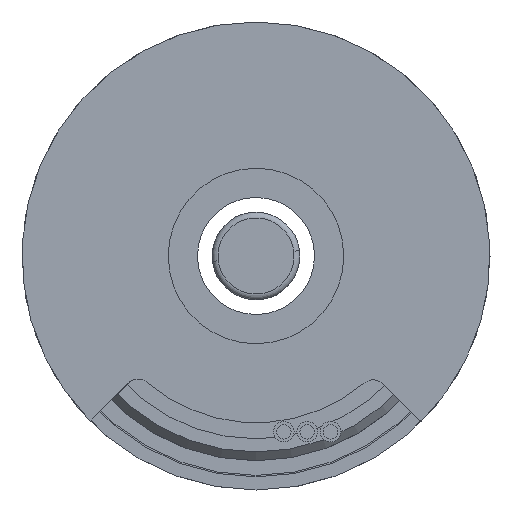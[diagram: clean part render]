
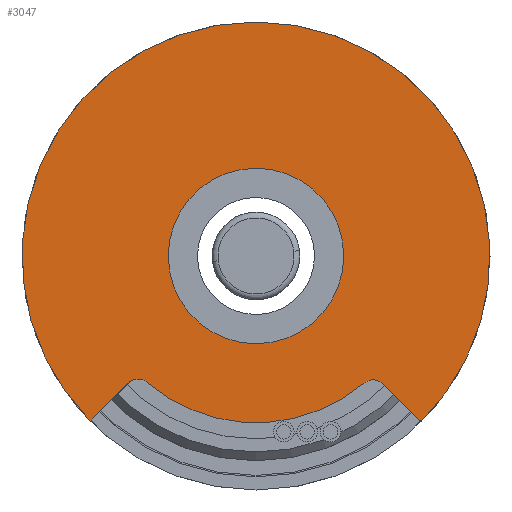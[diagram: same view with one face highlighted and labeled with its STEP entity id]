
A CAD part, front view. The second image highlights one B-rep face of the part: STEP entity #3047.
In plain terms, the highlighted planar face has unit normal (0, -1, 0).
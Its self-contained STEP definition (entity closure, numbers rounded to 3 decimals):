
#53 = EDGE_CURVE ( 'NONE', #4199, #3528, #700, .T. ) ;
#107 = CIRCLE ( 'NONE', #1265, 3. ) ;
#117 = CARTESIAN_POINT ( 'NONE',  ( 3.692, 0., 4.342 ) ) ;
#186 = VERTEX_POINT ( 'NONE', #2004 ) ;
#195 = VERTEX_POINT ( 'NONE', #1391 ) ;
#252 = DIRECTION ( 'NONE',  ( 0., -1., 0. ) ) ;
#262 = DIRECTION ( 'NONE',  ( 0., -1., 0. ) ) ;
#345 = AXIS2_PLACEMENT_3D ( 'NONE', #1219, #3557, #1562 ) ;
#353 = DIRECTION ( 'NONE',  ( 0., 1., 0. ) ) ;
#389 = CARTESIAN_POINT ( 'NONE',  ( -4.37, 0., 4.37 ) ) ;
#465 = VECTOR ( 'NONE', #2395, 1000. ) ;
#518 = FACE_BOUND ( 'NONE', #885, .T. ) ;
#556 = AXIS2_PLACEMENT_3D ( 'NONE', #2354, #353, #2681 ) ;
#566 = CIRCLE ( 'NONE', #345, 0.5 ) ;
#606 = CARTESIAN_POINT ( 'NONE',  ( 0., 0., 0. ) ) ;
#611 = CARTESIAN_POINT ( 'NONE',  ( -5.657, 0., 5.657 ) ) ;
#700 = CIRCLE ( 'NONE', #3569, 0.5 ) ;
#758 = CARTESIAN_POINT ( 'NONE',  ( 4.016, 0., 4.223 ) ) ;
#784 = DIRECTION ( 'NONE',  ( 0., 0., -1. ) ) ;
#867 = ORIENTED_EDGE ( 'NONE', *, *, #1864, .F. ) ;
#880 = ORIENTED_EDGE ( 'NONE', *, *, #3205, .F. ) ;
#885 = EDGE_LOOP ( 'NONE', ( #867, #880 ) ) ;
#908 = CARTESIAN_POINT ( 'NONE',  ( 4.37, 0., 4.37 ) ) ;
#950 = DIRECTION ( 'NONE',  ( 0., 0., -1. ) ) ;
#1017 = EDGE_CURVE ( 'NONE', #1730, #2783, #1445, .T. ) ;
#1029 = CIRCLE ( 'NONE', #3472, 0.5 ) ;
#1125 = EDGE_CURVE ( 'NONE', #2549, #2783, #2882, .T. ) ;
#1127 = EDGE_CURVE ( 'NONE', #3528, #2549, #1029, .T. ) ;
#1137 = DIRECTION ( 'NONE',  ( 0., -1., 0. ) ) ;
#1152 = EDGE_CURVE ( 'NONE', #4024, #1918, #3476, .T. ) ;
#1219 = CARTESIAN_POINT ( 'NONE',  ( -4.016, 0., 4.723 ) ) ;
#1265 = AXIS2_PLACEMENT_3D ( 'NONE', #606, #2934, #950 ) ;
#1269 = DIRECTION ( 'NONE',  ( 0., 0., -1. ) ) ;
#1280 = ORIENTED_EDGE ( 'NONE', *, *, #1017, .T. ) ;
#1296 = CIRCLE ( 'NONE', #556, 5.7 ) ;
#1391 = CARTESIAN_POINT ( 'NONE',  ( 0., 0., 3. ) ) ;
#1445 = CIRCLE ( 'NONE', #1893, 8. ) ;
#1562 = DIRECTION ( 'NONE',  ( 0., 0., 1. ) ) ;
#1608 = CIRCLE ( 'NONE', #3110, 3. ) ;
#1636 = CARTESIAN_POINT ( 'NONE',  ( 0., 0., 0. ) ) ;
#1646 = CARTESIAN_POINT ( 'NONE',  ( 0., 0., 0. ) ) ;
#1722 = ORIENTED_EDGE ( 'NONE', *, *, #2193, .F. ) ;
#1730 = VERTEX_POINT ( 'NONE', #2192 ) ;
#1746 = PLANE ( 'NONE',  #3578 ) ;
#1864 = EDGE_CURVE ( 'NONE', #1972, #195, #1608, .T. ) ;
#1893 = AXIS2_PLACEMENT_3D ( 'NONE', #1646, #4314, #1269 ) ;
#1918 = VERTEX_POINT ( 'NONE', #3317 ) ;
#1938 = CARTESIAN_POINT ( 'NONE',  ( 4.016, 0., 4.723 ) ) ;
#1972 = VERTEX_POINT ( 'NONE', #2672 ) ;
#1979 = DIRECTION ( 'NONE',  ( 0., 0., -1. ) ) ;
#1984 = EDGE_LOOP ( 'NONE', ( #3445, #2826, #3790, #4026, #2239, #3812, #1722, #2958, #1280 ) ) ;
#1989 = EDGE_CURVE ( 'NONE', #1918, #4199, #1296, .T. ) ;
#2004 = CARTESIAN_POINT ( 'NONE',  ( -4.37, 0., 4.37 ) ) ;
#2037 = CARTESIAN_POINT ( 'NONE',  ( -4.016, 0., 4.723 ) ) ;
#2192 = CARTESIAN_POINT ( 'NONE',  ( 0., 0., -8. ) ) ;
#2193 = EDGE_CURVE ( 'NONE', #2668, #186, #3220, .T. ) ;
#2239 = ORIENTED_EDGE ( 'NONE', *, *, #1152, .F. ) ;
#2255 = CARTESIAN_POINT ( 'NONE',  ( 4.016, 0., 4.723 ) ) ;
#2275 = CARTESIAN_POINT ( 'NONE',  ( -4.016, 0., 4.223 ) ) ;
#2299 = FACE_OUTER_BOUND ( 'NONE', #1984, .T. ) ;
#2350 = EDGE_CURVE ( 'NONE', #2668, #1730, #2694, .T. ) ;
#2354 = CARTESIAN_POINT ( 'NONE',  ( 0., 0., 0. ) ) ;
#2395 = DIRECTION ( 'NONE',  ( 0.707, 0., -0.707 ) ) ;
#2443 = CARTESIAN_POINT ( 'NONE',  ( 3., 0., 0. ) ) ;
#2549 = VERTEX_POINT ( 'NONE', #908 ) ;
#2668 = VERTEX_POINT ( 'NONE', #611 ) ;
#2670 = DIRECTION ( 'NONE',  ( 0., 0., 1. ) ) ;
#2672 = CARTESIAN_POINT ( 'NONE',  ( 0., 0., -3. ) ) ;
#2681 = DIRECTION ( 'NONE',  ( 0., 0., -1. ) ) ;
#2694 = CIRCLE ( 'NONE', #4063, 8. ) ;
#2770 = DIRECTION ( 'NONE',  ( 0., -1., 0. ) ) ;
#2783 = VERTEX_POINT ( 'NONE', #4296 ) ;
#2826 = ORIENTED_EDGE ( 'NONE', *, *, #1127, .F. ) ;
#2882 = LINE ( 'NONE', #3962, #3566 ) ;
#2934 = DIRECTION ( 'NONE',  ( 0., -1., 0. ) ) ;
#2936 = DIRECTION ( 'NONE',  ( 0., 0., -1. ) ) ;
#2958 = ORIENTED_EDGE ( 'NONE', *, *, #2350, .T. ) ;
#3008 = DIRECTION ( 'NONE',  ( 0., -1., 0. ) ) ;
#3047 = ADVANCED_FACE ( 'NONE', ( #2299, #518 ), #1746, .T. ) ;
#3110 = AXIS2_PLACEMENT_3D ( 'NONE', #1636, #3966, #1979 ) ;
#3136 = CARTESIAN_POINT ( 'NONE',  ( 0., 0., 0. ) ) ;
#3205 = EDGE_CURVE ( 'NONE', #195, #1972, #107, .T. ) ;
#3220 = LINE ( 'NONE', #389, #465 ) ;
#3317 = CARTESIAN_POINT ( 'NONE',  ( -3.692, 0., 4.342 ) ) ;
#3445 = ORIENTED_EDGE ( 'NONE', *, *, #1125, .F. ) ;
#3469 = DIRECTION ( 'NONE',  ( 0., 0., -1. ) ) ;
#3472 = AXIS2_PLACEMENT_3D ( 'NONE', #2255, #252, #3927 ) ;
#3476 = CIRCLE ( 'NONE', #3904, 0.5 ) ;
#3528 = VERTEX_POINT ( 'NONE', #758 ) ;
#3557 = DIRECTION ( 'NONE',  ( 0., -1., 0. ) ) ;
#3566 = VECTOR ( 'NONE', #4249, 1000. ) ;
#3569 = AXIS2_PLACEMENT_3D ( 'NONE', #1938, #262, #2936 ) ;
#3578 = AXIS2_PLACEMENT_3D ( 'NONE', #2443, #2770, #784 ) ;
#3790 = ORIENTED_EDGE ( 'NONE', *, *, #53, .F. ) ;
#3812 = ORIENTED_EDGE ( 'NONE', *, *, #3815, .F. ) ;
#3815 = EDGE_CURVE ( 'NONE', #186, #4024, #566, .T. ) ;
#3904 = AXIS2_PLACEMENT_3D ( 'NONE', #2037, #3008, #2670 ) ;
#3927 = DIRECTION ( 'NONE',  ( 0., 0., -1. ) ) ;
#3962 = CARTESIAN_POINT ( 'NONE',  ( 4.37, 0., 4.37 ) ) ;
#3966 = DIRECTION ( 'NONE',  ( 0., -1., 0. ) ) ;
#4024 = VERTEX_POINT ( 'NONE', #2275 ) ;
#4026 = ORIENTED_EDGE ( 'NONE', *, *, #1989, .F. ) ;
#4063 = AXIS2_PLACEMENT_3D ( 'NONE', #3136, #1137, #3469 ) ;
#4199 = VERTEX_POINT ( 'NONE', #117 ) ;
#4249 = DIRECTION ( 'NONE',  ( 0.707, 0., 0.707 ) ) ;
#4296 = CARTESIAN_POINT ( 'NONE',  ( 5.657, 0., 5.657 ) ) ;
#4314 = DIRECTION ( 'NONE',  ( 0., -1., 0. ) ) ;
